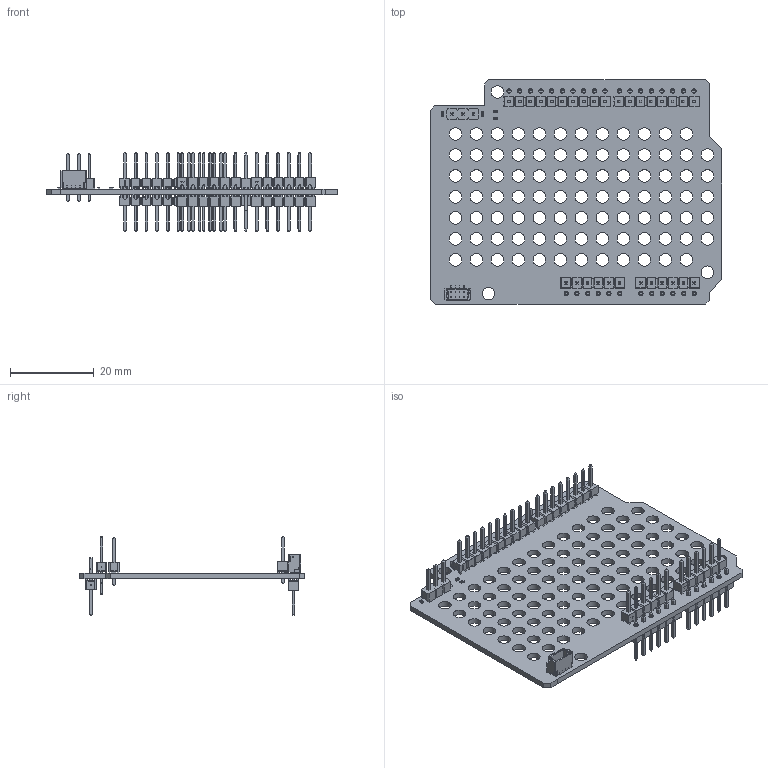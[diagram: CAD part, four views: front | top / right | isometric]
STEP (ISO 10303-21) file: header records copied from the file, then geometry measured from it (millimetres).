
FILE_DESCRIPTION(('Open CASCADE Model'),'2;1');
FILE_NAME('Open CASCADE Shape Model','2025-10-17T11:42:42',('Author'),( 'Open CASCADE'),'Open CASCADE STEP processor 7.5','Open CASCADE 7.5' ,'Unknown');
FILE_SCHEMA(('AUTOMOTIVE_DESIGN { 1 0 10303 214 1 1 1 1 }'));
Length unit declared in the file: millimetre
Products named in the file (38): PCB; Board; Open CASCADE STEP translator 7.5 1.1.1; R4; User Library-R SMD 0402; User Library-R SMD 0402_0402 BODY; User Library-R SMD 0402_0402 PAD; User Library-R SMD 0402_0402 OPIS; R3; P1; 61300311121; 6130xx11121_PIN; J7; Conn_Samtec_HTSW-106-07-G-S_eec; HTSW-106-07-G-S; HTSW-106-07-G-S_body; T-1S6-07-HTSW-1--07-6-S; Pin1_Triangle; Samtec; J6; J4; Conn_Samtec_TSW-110-07-T-S_eec; TSW-110-07-T-S_body; T-1S6-07-TSW-1-07-10-S; J1; Conn_Samtec_TSW-108-08-G-S_eec; TSW-108-08-G-S_body; T-1S6-08-TSW-1-08-8-S; J2; J5; J3; J8; R2; R1; D; DUELink-Connector-BM04B-SRSS-TB
Assembly tree (48 placements, depth 5):
  PCB
    Board
      Open CASCADE STEP translator 7.5 1.1.1
    R4
      User Library-R SMD 0402
        User Library-R SMD 0402_0402 BODY
        User Library-R SMD 0402_0402 PAD  x2
        User Library-R SMD 0402_0402 OPIS
    R3
      User Library-R SMD 0402
        User Library-R SMD 0402_0402 BODY
        User Library-R SMD 0402_0402 PAD  x2
        User Library-R SMD 0402_0402 OPIS
    P1
      61300311121
        61300311121
        6130xx11121_PIN  x3
    J7
      Conn_Samtec_HTSW-106-07-G-S_eec
        HTSW-106-07-G-S
          HTSW-106-07-G-S_body
          T-1S6-07-HTSW-1--07-6-S
          Pin1_Triangle
          Samtec
    J6
      Conn_Samtec_HTSW-106-07-G-S_eec
        HTSW-106-07-G-S
          HTSW-106-07-G-S_body
          T-1S6-07-HTSW-1--07-6-S
          Pin1_Triangle
          Samtec
    J4
      Conn_Samtec_TSW-110-07-T-S_eec
        TSW-110-07-T-S_body
        T-1S6-07-TSW-1-07-10-S
        Samtec
    J1
      Conn_Samtec_TSW-108-08-G-S_eec
        TSW-108-08-G-S_body
        T-1S6-08-TSW-1-08-8-S
    J2
      Conn_Samtec_TSW-108-08-G-S_eec
        TSW-108-08-G-S_body
        T-1S6-08-TSW-1-08-8-S
    J5
      Conn_Samtec_HTSW-106-07-G-S_eec
        HTSW-106-07-G-S
          HTSW-106-07-G-S_body
          T-1S6-07-HTSW-1--07-6-S
          Pin1_Triangle
          Samtec
    J3
      Conn_Samtec_HTSW-106-07-G-S_eec
        HTSW-106-07-G-S
          HTSW-106-07-G-S_body
          T-1S6-07-HTSW-1--07-6-S
          Pin1_Triangle
          Samtec
    J8
      Conn_Samtec_TSW-110-07-T-S_eec
Bounding box: 69.5 x 53.46 x 18.78 mm (x, y, z)
Volume: 5033.8 mm3; surface area: 12018.7 mm2
Topology: 116 solids, 116 shells, 9006 faces, 22657 edges, 15444 vertices
Faces by surface type: plane 4423, cylinder 3027, sphere 1176, bspline 380
Full cylindrical faces by diameter (mm): 1.02 x60, 1.1 x3, 3 x92
Entity records: 128748 total; most frequent: CARTESIAN_POINT 25994, DIRECTION 20657, ORIENTED_EDGE 18342, EDGE_CURVE 9171, LINE 7595, VECTOR 7595, AXIS2_PLACEMENT_3D 6531, VERTEX_POINT 5472
